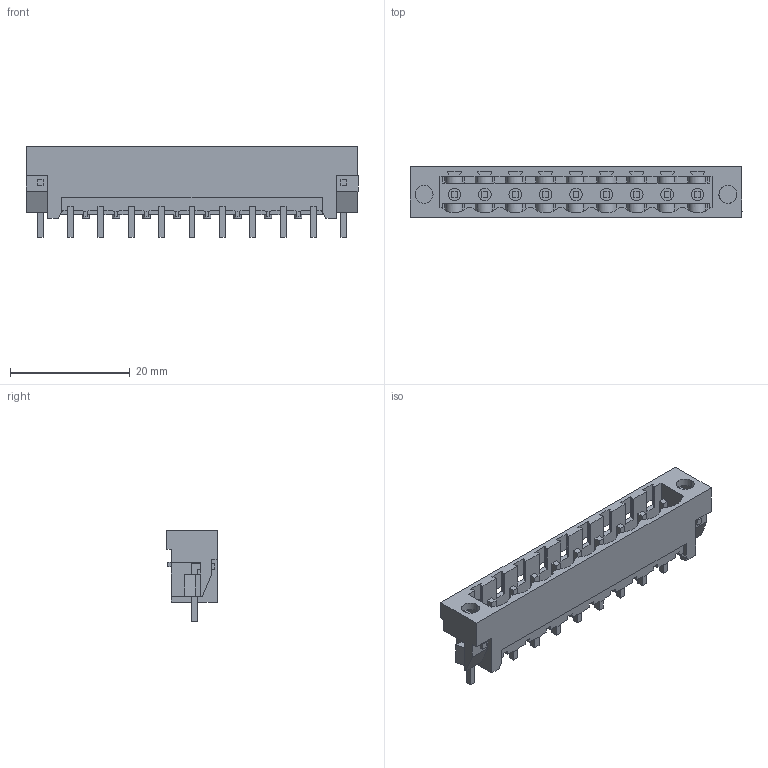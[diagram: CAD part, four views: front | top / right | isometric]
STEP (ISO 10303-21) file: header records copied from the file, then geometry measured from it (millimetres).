
FILE_DESCRIPTION(('CATIA V5 STEP Exchange','CAx-IF Rec.Pracs.--- Model Styling and Organization---1.2---2011-12-15'),'2;1');
FILE_NAME ('D1457047_0_1838510000_1838510000.stp','2018-03-21T10:13:23+00:00',('none'),('Weidmueller'),'CATIA Version 5-6 Release 2014','CATIA V5 STEP AP214','none');
FILE_SCHEMA(('AUTOMOTIVE_DESIGN { 1 0 10303 214 1 1 1 1 }'));
Length unit declared in the file: millimetre
Products named in the file (1): 1838510000
Bounding box: 55.52 x 8.43 x 15.2 mm (x, y, z)
Volume: 2112.1 mm3; surface area: 4815.6 mm2
Topology: 12 solids, 12 shells, 615 faces, 1935 edges, 1326 vertices
Faces by surface type: plane 519, cylinder 87, extrusion 9
Entity records: 21829 total; most frequent: CARTESIAN_POINT 4828, ORIENTED_EDGE 3870, DIRECTION 2975, EDGE_CURVE 1935, VECTOR 1616, LINE 1607, VERTEX_POINT 1326, AXIS2_PLACEMENT_3D 753
